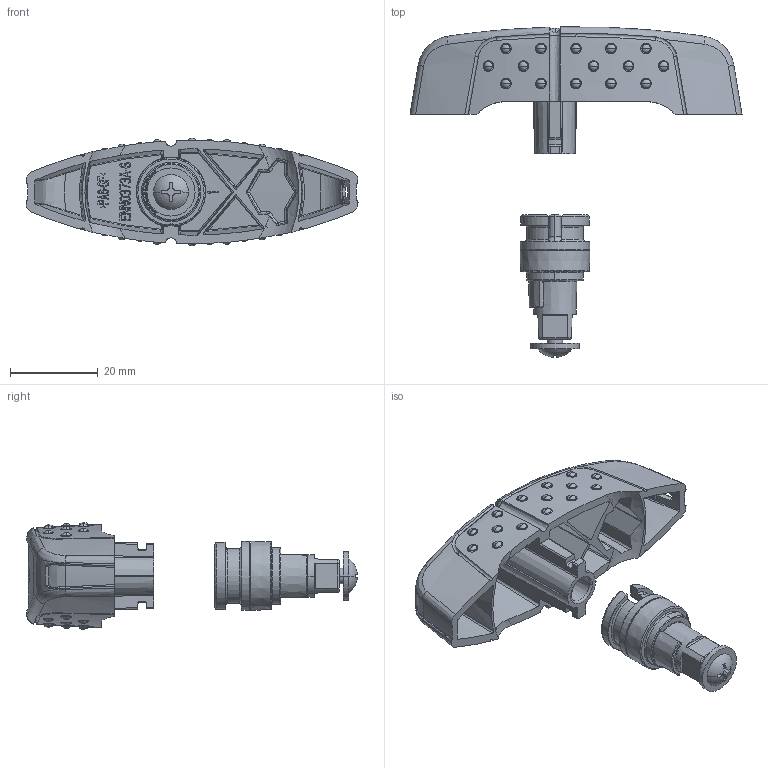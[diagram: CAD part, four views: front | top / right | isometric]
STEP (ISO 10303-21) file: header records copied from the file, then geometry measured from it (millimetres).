
FILE_DESCRIPTION((''),'2;1');
FILE_NAME('NSYAEDLB3S3D_ASM','2015-07-29T',('SESA80307'),('Schneider-Electric'),'PRO/ENGINEER BY PARAMETRIC TECHNOLOGY CORPORATION, 2012420','PRO/ENGINEER BY PARAMETRIC TECHNOLOGY CORPORATION, 2012420','');
FILE_SCHEMA(('CONFIG_CONTROL_DESIGN'));
Length unit declared in the file: millimetre
Products named in the file (4): NSYAEDLB3S3D; ENN5120805637; ENN0373A-S_SCHNEIDER; NSYAEDLB3S3D_ASM
Assembly tree (3 placements, depth 2):
  NSYAEDLB3S3D_ASM
    NSYAEDLB3S3D
    ENN5120805637
    ENN0373A-S_SCHNEIDER
Bounding box: 75.86 x 75.44 x 24.57 mm (x, y, z)
Volume: 10859.4 mm3; surface area: 13895.4 mm2
Topology: 7 solids, 8 shells, 1803 faces, 4835 edges, 3053 vertices
Faces by surface type: plane 873, bspline 273, cylinder 220, extrusion 150, torus 100, cone 94, sphere 91, revolution 2
Entity records: 88600 total; most frequent: CARTESIAN_POINT 48406, ORIENTED_EDGE 9500, DIRECTION 6456, EDGE_CURVE 4767, VERTEX_POINT 3053, B_SPLINE_CURVE_WITH_KNOTS 2240, AXIS2_PLACEMENT_3D 2238, VECTOR 1978
